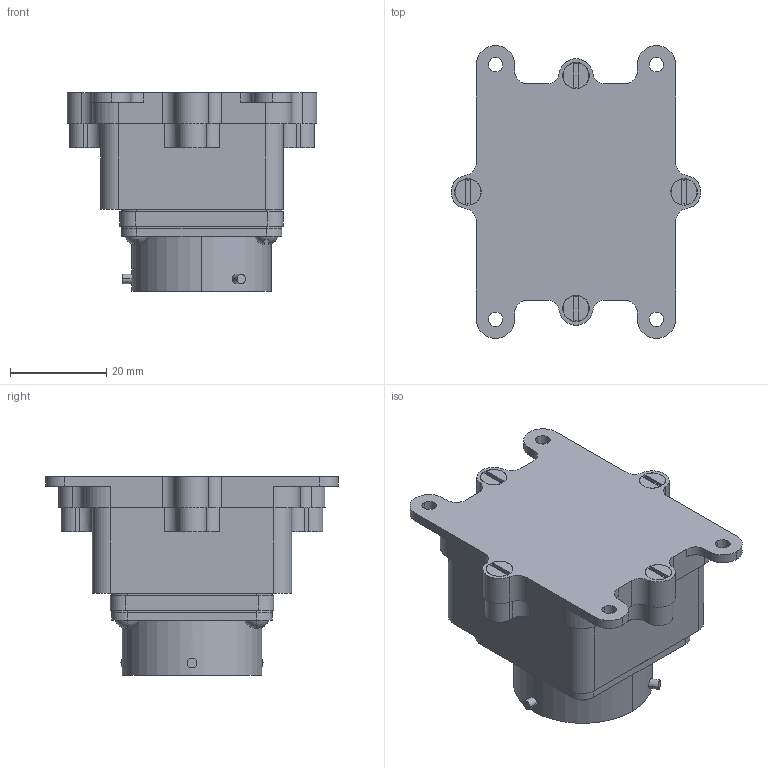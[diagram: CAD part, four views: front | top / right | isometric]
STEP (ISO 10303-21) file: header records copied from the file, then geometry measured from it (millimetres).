
FILE_DESCRIPTION (( 'STEP AP203' ), '1' );
FILE_NAME ('431329.90.332.STEP', '2015-03-13T16:47:25', ( 'Dmitriy_K' ), ( '' ), 'SwSTEP 2.0', 'SolidWorks 2015', '' );
FILE_SCHEMA (( 'CONFIG_CONTROL_DESIGN' ));
Length unit declared in the file: millimetre
Products named in the file (8): 署赅 列_9.1_01; Áîëò ïîòàé_‚¨­â ¯®â © 3-10 ­¥à¦; ����� ���28_���28-32_27; 令腧 镱塍牮_偍  3-10 唳; �� ������� ���_���-32_27; ����.431329.90.332.05_���-32_27; 431329.90.332; 扻豵鵨 蹈_9.1
Assembly tree (14 placements, depth 2):
  431329.90.332
    扻豵鵨 蹈_9.1
    署赅 列_9.1_01
    Áîëò ïîòàé_‚¨­â ¯®â © 3-10 ­¥à¦  x4
    ����� ���28_���28-32_27
    令腧 镱塍牮_偍  3-10 唳  x4
    �� ������� ���_���-32_27  x2
    ����.431329.90.332.05_���-32_27
Bounding box: 51.98 x 61 x 41.4 mm (x, y, z)
Volume: 19903.3 mm3; surface area: 29969.2 mm2
Topology: 14 solids, 14 shells, 640 faces, 1543 edges, 1002 vertices
Faces by surface type: cylinder 369, plane 229, cone 34, sphere 8
Entity records: 17638 total; most frequent: DIRECTION 3148, CARTESIAN_POINT 2881, ORIENTED_EDGE 2658, EDGE_CURVE 1329, AXIS2_PLACEMENT_3D 1258, VERTEX_POINT 873, EDGE_LOOP 692, CIRCLE 687
